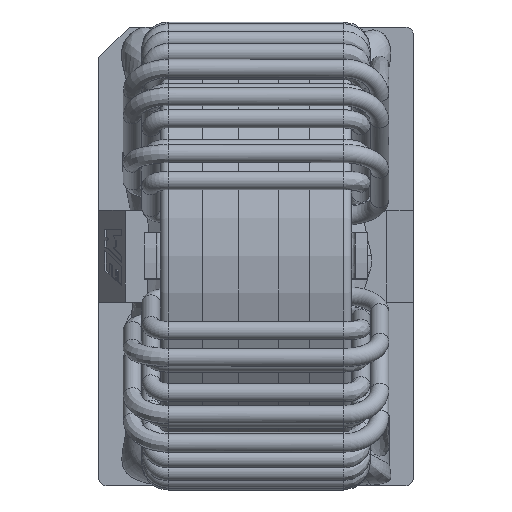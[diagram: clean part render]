
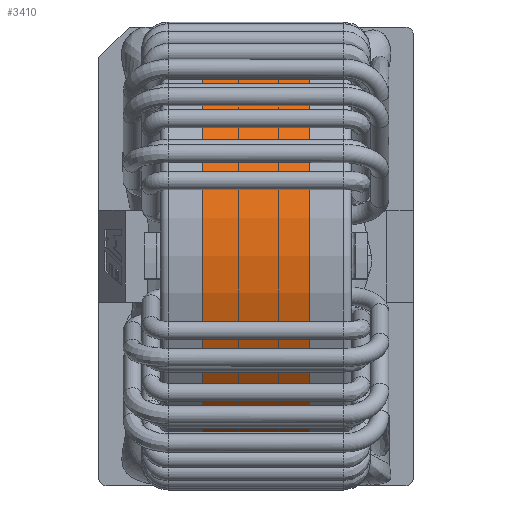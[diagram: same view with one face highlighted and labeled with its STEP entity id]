
A CAD part, top view. The second image highlights one B-rep face of the part: STEP entity #3410.
In plain terms, the highlighted cylindrical face has radius 14.155 mm (diameter 28.31 mm), a full revolution.
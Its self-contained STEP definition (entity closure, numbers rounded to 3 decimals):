
#3410=ADVANCED_FACE('',(#7703,#7704),#7705,.T.);
#3416=EDGE_CURVE('',#7715,#7715,#7716,.T.);
#3420=EDGE_CURVE('',#7721,#7721,#7722,.T.);
#7703=FACE_OUTER_BOUND('',#19956,.T.);
#7704=FACE_OUTER_BOUND('',#19957,.T.);
#7705=CYLINDRICAL_SURFACE('',#19958,14.155);
#7715=VERTEX_POINT('',#19969);
#7716=CIRCLE('',#19970,14.155);
#7721=VERTEX_POINT('',#19977);
#7722=CIRCLE('',#19978,14.155);
#19956=EDGE_LOOP('',(#44523));
#19957=EDGE_LOOP('',(#44524));
#19958=AXIS2_PLACEMENT_3D('',#44525,#44526,#44527);
#19969=CARTESIAN_POINT('',(4.,-26.655,17.5));
#19970=AXIS2_PLACEMENT_3D('',#44540,#44541,#44542);
#19977=CARTESIAN_POINT('',(11.,-26.655,17.5));
#19978=AXIS2_PLACEMENT_3D('',#44546,#44547,#44548);
#44523=ORIENTED_EDGE('',*,*,#3420,.F.);
#44524=ORIENTED_EDGE('',*,*,#3416,.T.);
#44525=CARTESIAN_POINT('',(4.,-12.5,17.5));
#44526=DIRECTION('',(1.0,0.,0.0));
#44527=DIRECTION('',(0.0,0.0,1.0));
#44540=CARTESIAN_POINT('',(4.,-12.5,17.5));
#44541=DIRECTION('',(1.0,0.,0.0));
#44542=DIRECTION('',(0.,-1.0,0.0));
#44546=CARTESIAN_POINT('',(11.,-12.5,17.5));
#44547=DIRECTION('',(1.0,0.,0.0));
#44548=DIRECTION('',(0.,-1.0,0.0));
